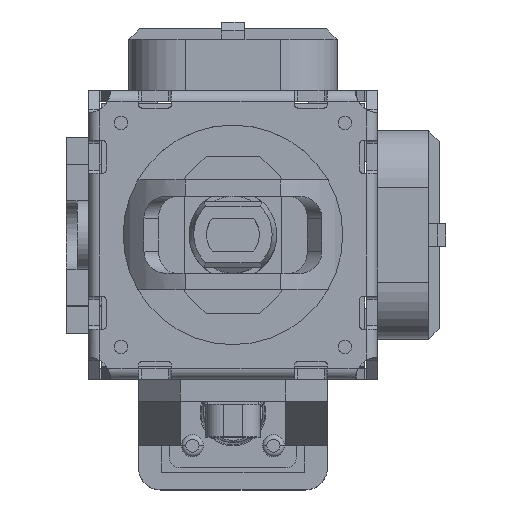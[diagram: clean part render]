
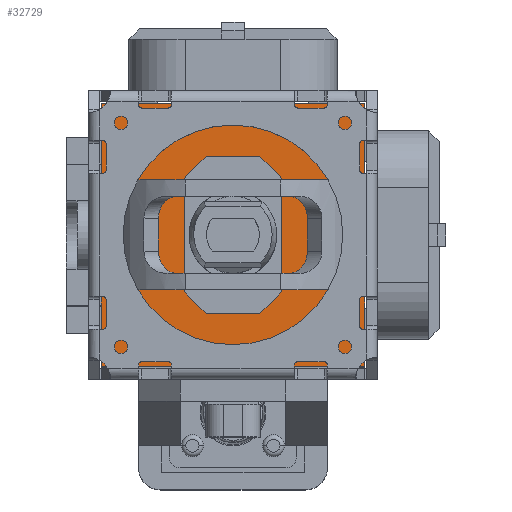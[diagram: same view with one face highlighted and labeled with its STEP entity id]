
A CAD part, top view. The second image highlights one B-rep face of the part: STEP entity #32729.
In plain terms, the highlighted planar face has unit normal (0, 0, 1).
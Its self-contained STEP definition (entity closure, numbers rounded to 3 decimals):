
#31769 = VERTEX_POINT('',#31770);
#31770 = CARTESIAN_POINT('',(4.75,6.798,
    8.696));
#31776 = EDGE_CURVE('',#31769,#31777,#31779,.T.);
#31777 = VERTEX_POINT('',#31778);
#31778 = CARTESIAN_POINT('',(-7.25,6.798,
    8.696));
#31779 = LINE('',#31780,#31781);
#31780 = CARTESIAN_POINT('',(4.75,6.798,
    8.696));
#31781 = VECTOR('',#31782,1.);
#31782 = DIRECTION('',(-1.,0.,0.));
#32317 = VERTEX_POINT('',#32318);
#32318 = CARTESIAN_POINT('',(-7.25,3.298,
    8.696));
#32319 = VERTEX_POINT('',#32320);
#32320 = CARTESIAN_POINT('',(-7.25,-1.702,
    8.696));
#32326 = EDGE_CURVE('',#32319,#32327,#32329,.T.);
#32327 = VERTEX_POINT('',#32328);
#32328 = CARTESIAN_POINT('',(-7.25,-5.202,
    8.696));
#32329 = LINE('',#32330,#32331);
#32330 = CARTESIAN_POINT('',(-7.25,-1.702,
    8.696));
#32331 = VECTOR('',#32332,1.);
#32332 = DIRECTION('',(0.,-1.,0.));
#32414 = EDGE_CURVE('',#31777,#32317,#32415,.T.);
#32415 = LINE('',#32416,#32417);
#32416 = CARTESIAN_POINT('',(-7.25,6.798,
    8.696));
#32417 = VECTOR('',#32418,1.);
#32418 = DIRECTION('',(0.,-1.,0.));
#32507 = VERTEX_POINT('',#32508);
#32508 = CARTESIAN_POINT('',(4.75,-1.702,
    8.696));
#32516 = VERTEX_POINT('',#32517);
#32517 = CARTESIAN_POINT('',(4.75,3.298,
    8.696));
#32701 = EDGE_CURVE('',#32317,#32702,#32704,.T.);
#32702 = VERTEX_POINT('',#32703);
#32703 = CARTESIAN_POINT('',(-6.225,3.298,
    8.696));
#32704 = LINE('',#32705,#32706);
#32705 = CARTESIAN_POINT('',(-7.25,3.298,
    8.696));
#32706 = VECTOR('',#32707,1.);
#32707 = DIRECTION('',(1.,0.,0.));
#32710 = VERTEX_POINT('',#32711);
#32711 = CARTESIAN_POINT('',(3.725,3.298,
    8.696));
#32718 = EDGE_CURVE('',#32710,#32516,#32719,.T.);
#32719 = LINE('',#32720,#32721);
#32720 = CARTESIAN_POINT('',(3.725,3.298,
    8.696));
#32721 = VECTOR('',#32722,1.);
#32722 = DIRECTION('',(1.,0.,0.));
#32729 = ADVANCED_FACE('',(#32730,#32785),#32851,.T.);
#32730 = FACE_BOUND('',#32731,.F.);
#32731 = EDGE_LOOP('',(#32732,#32733,#32734,#32735,#32741,#32742,#32750,
    #32756,#32764,#32770,#32771,#32779));
#32732 = ORIENTED_EDGE('',*,*,#32701,.F.);
#32733 = ORIENTED_EDGE('',*,*,#32414,.F.);
#32734 = ORIENTED_EDGE('',*,*,#31776,.F.);
#32735 = ORIENTED_EDGE('',*,*,#32736,.F.);
#32736 = EDGE_CURVE('',#32516,#31769,#32737,.T.);
#32737 = LINE('',#32738,#32739);
#32738 = CARTESIAN_POINT('',(4.75,3.298,
    8.696));
#32739 = VECTOR('',#32740,1.);
#32740 = DIRECTION('',(0.,1.,0.));
#32741 = ORIENTED_EDGE('',*,*,#32718,.F.);
#32742 = ORIENTED_EDGE('',*,*,#32743,.T.);
#32743 = EDGE_CURVE('',#32710,#32744,#32746,.T.);
#32744 = VERTEX_POINT('',#32745);
#32745 = CARTESIAN_POINT('',(3.725,-1.702,
    8.696));
#32746 = LINE('',#32747,#32748);
#32747 = CARTESIAN_POINT('',(3.725,3.298,
    8.696));
#32748 = VECTOR('',#32749,1.);
#32749 = DIRECTION('',(0.,-1.,0.));
#32750 = ORIENTED_EDGE('',*,*,#32751,.T.);
#32751 = EDGE_CURVE('',#32744,#32507,#32752,.T.);
#32752 = LINE('',#32753,#32754);
#32753 = CARTESIAN_POINT('',(3.725,-1.702,
    8.696));
#32754 = VECTOR('',#32755,1.);
#32755 = DIRECTION('',(1.,0.,0.));
#32756 = ORIENTED_EDGE('',*,*,#32757,.F.);
#32757 = EDGE_CURVE('',#32758,#32507,#32760,.T.);
#32758 = VERTEX_POINT('',#32759);
#32759 = CARTESIAN_POINT('',(4.75,-5.202,
    8.696));
#32760 = LINE('',#32761,#32762);
#32761 = CARTESIAN_POINT('',(4.75,-5.202,
    8.696));
#32762 = VECTOR('',#32763,1.);
#32763 = DIRECTION('',(0.,1.,0.));
#32764 = ORIENTED_EDGE('',*,*,#32765,.F.);
#32765 = EDGE_CURVE('',#32327,#32758,#32766,.T.);
#32766 = LINE('',#32767,#32768);
#32767 = CARTESIAN_POINT('',(-7.25,-5.202,
    8.696));
#32768 = VECTOR('',#32769,1.);
#32769 = DIRECTION('',(1.,0.,0.));
#32770 = ORIENTED_EDGE('',*,*,#32326,.F.);
#32771 = ORIENTED_EDGE('',*,*,#32772,.T.);
#32772 = EDGE_CURVE('',#32319,#32773,#32775,.T.);
#32773 = VERTEX_POINT('',#32774);
#32774 = CARTESIAN_POINT('',(-6.225,-1.702,
    8.696));
#32775 = LINE('',#32776,#32777);
#32776 = CARTESIAN_POINT('',(-7.25,-1.702,
    8.696));
#32777 = VECTOR('',#32778,1.);
#32778 = DIRECTION('',(1.,0.,0.));
#32779 = ORIENTED_EDGE('',*,*,#32780,.F.);
#32780 = EDGE_CURVE('',#32702,#32773,#32781,.T.);
#32781 = LINE('',#32782,#32783);
#32782 = CARTESIAN_POINT('',(-6.225,3.298,
    8.696));
#32783 = VECTOR('',#32784,1.);
#32784 = DIRECTION('',(0.,-1.,0.));
#32785 = FACE_BOUND('',#32786,.F.);
#32786 = EDGE_LOOP('',(#32787,#32797,#32805,#32813,#32821,#32829,#32837,
    #32845));
#32787 = ORIENTED_EDGE('',*,*,#32788,.T.);
#32788 = EDGE_CURVE('',#32789,#32791,#32793,.T.);
#32789 = VERTEX_POINT('',#32790);
#32790 = CARTESIAN_POINT('',(0.971,-1.795,
    8.696));
#32791 = VERTEX_POINT('',#32792);
#32792 = CARTESIAN_POINT('',(0.971,3.391,8.696
    ));
#32793 = LINE('',#32794,#32795);
#32794 = CARTESIAN_POINT('',(0.971,-1.795,
    8.696));
#32795 = VECTOR('',#32796,1.);
#32796 = DIRECTION('',(0.,1.,0.));
#32797 = ORIENTED_EDGE('',*,*,#32798,.F.);
#32798 = EDGE_CURVE('',#32799,#32791,#32801,.T.);
#32799 = VERTEX_POINT('',#32800);
#32800 = CARTESIAN_POINT('',(-0.029,4.391,
    8.696));
#32801 = LINE('',#32802,#32803);
#32802 = CARTESIAN_POINT('',(-0.029,4.391,
    8.696));
#32803 = VECTOR('',#32804,1.);
#32804 = DIRECTION('',(0.707,-0.707,0.));
#32805 = ORIENTED_EDGE('',*,*,#32806,.T.);
#32806 = EDGE_CURVE('',#32799,#32807,#32809,.T.);
#32807 = VERTEX_POINT('',#32808);
#32808 = CARTESIAN_POINT('',(-2.471,4.391,
    8.696));
#32809 = LINE('',#32810,#32811);
#32810 = CARTESIAN_POINT('',(-0.029,4.391,
    8.696));
#32811 = VECTOR('',#32812,1.);
#32812 = DIRECTION('',(-1.,0.,0.));
#32813 = ORIENTED_EDGE('',*,*,#32814,.F.);
#32814 = EDGE_CURVE('',#32815,#32807,#32817,.T.);
#32815 = VERTEX_POINT('',#32816);
#32816 = CARTESIAN_POINT('',(-3.471,3.391,
    8.696));
#32817 = LINE('',#32818,#32819);
#32818 = CARTESIAN_POINT('',(-3.471,3.391,
    8.696));
#32819 = VECTOR('',#32820,1.);
#32820 = DIRECTION('',(0.707,0.707,0.));
#32821 = ORIENTED_EDGE('',*,*,#32822,.T.);
#32822 = EDGE_CURVE('',#32815,#32823,#32825,.T.);
#32823 = VERTEX_POINT('',#32824);
#32824 = CARTESIAN_POINT('',(-3.471,-1.795,
    8.696));
#32825 = LINE('',#32826,#32827);
#32826 = CARTESIAN_POINT('',(-3.471,3.391,
    8.696));
#32827 = VECTOR('',#32828,1.);
#32828 = DIRECTION('',(0.,-1.,0.));
#32829 = ORIENTED_EDGE('',*,*,#32830,.F.);
#32830 = EDGE_CURVE('',#32831,#32823,#32833,.T.);
#32831 = VERTEX_POINT('',#32832);
#32832 = CARTESIAN_POINT('',(-2.471,-2.795,
    8.696));
#32833 = LINE('',#32834,#32835);
#32834 = CARTESIAN_POINT('',(-2.471,-2.795,
    8.696));
#32835 = VECTOR('',#32836,1.);
#32836 = DIRECTION('',(-0.707,0.707,0.));
#32837 = ORIENTED_EDGE('',*,*,#32838,.T.);
#32838 = EDGE_CURVE('',#32831,#32839,#32841,.T.);
#32839 = VERTEX_POINT('',#32840);
#32840 = CARTESIAN_POINT('',(-0.029,-2.795,
    8.696));
#32841 = LINE('',#32842,#32843);
#32842 = CARTESIAN_POINT('',(-2.471,-2.795,
    8.696));
#32843 = VECTOR('',#32844,1.);
#32844 = DIRECTION('',(1.,0.,0.));
#32845 = ORIENTED_EDGE('',*,*,#32846,.F.);
#32846 = EDGE_CURVE('',#32789,#32839,#32847,.T.);
#32847 = LINE('',#32848,#32849);
#32848 = CARTESIAN_POINT('',(0.971,-1.795,
    8.696));
#32849 = VECTOR('',#32850,1.);
#32850 = DIRECTION('',(-0.707,-0.707,0.));
#32851 = PLANE('',#32852);
#32852 = AXIS2_PLACEMENT_3D('',#32853,#32854,#32855);
#32853 = CARTESIAN_POINT('',(-1.25,0.798,
    8.696));
#32854 = DIRECTION('',(0.,0.,1.));
#32855 = DIRECTION('',(1.,0.,-0.));
